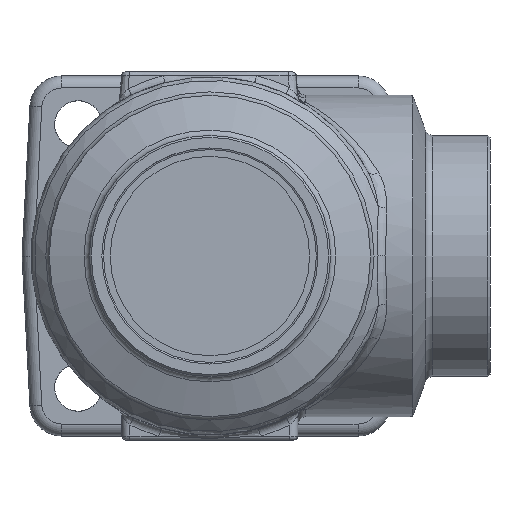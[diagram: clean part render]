
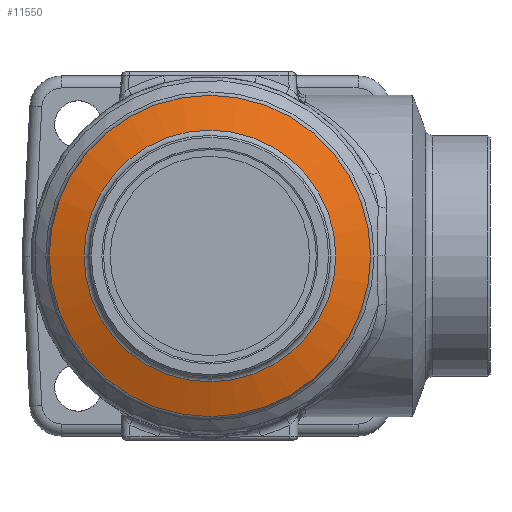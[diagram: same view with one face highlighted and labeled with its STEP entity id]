
A CAD part, front view. The second image highlights one B-rep face of the part: STEP entity #11550.
In plain terms, the highlighted conical face has half-angle 70 degrees and reference radius 38.619 mm.
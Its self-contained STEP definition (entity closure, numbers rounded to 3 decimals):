
#44=CONICAL_SURFACE('',#12197,38.619,70.);
#116=FACE_BOUND('',#3918,.T.);
#3197=FACE_OUTER_BOUND('',#3917,.T.);
#3917=EDGE_LOOP('',(#8526));
#3918=EDGE_LOOP('',(#8527));
#4517=CIRCLE('',#12196,31.466);
#4518=CIRCLE('',#12198,40.15);
#5119=VERTEX_POINT('',#17505);
#5120=VERTEX_POINT('',#17508);
#6399=EDGE_CURVE('',#5119,#5119,#4517,.T.);
#6400=EDGE_CURVE('',#5120,#5120,#4518,.T.);
#8526=ORIENTED_EDGE('',*,*,#6400,.F.);
#8527=ORIENTED_EDGE('',*,*,#6399,.F.);
#11550=ADVANCED_FACE('',(#3197,#116),#44,.T.);
#12196=AXIS2_PLACEMENT_3D('',#17506,#13188,#13189);
#12197=AXIS2_PLACEMENT_3D('',#17507,#13190,#13191);
#12198=AXIS2_PLACEMENT_3D('',#17509,#13192,#13193);
#13188=DIRECTION('center_axis',(0.,-1.,0.));
#13189=DIRECTION('ref_axis',(-1.,0.,0.));
#13190=DIRECTION('center_axis',(0.,1.,0.));
#13191=DIRECTION('ref_axis',(-1.,0.,0.));
#13192=DIRECTION('center_axis',(0.,1.,0.));
#13193=DIRECTION('ref_axis',(1.,0.,0.));
#17505=CARTESIAN_POINT('',(-81.493,-44.472,-1.204));
#17506=CARTESIAN_POINT('Origin',(-50.027,-44.472,-1.204));
#17507=CARTESIAN_POINT('Origin',(-50.027,-41.868,-1.204));
#17508=CARTESIAN_POINT('',(-90.177,-41.311,-1.204));
#17509=CARTESIAN_POINT('Origin',(-50.027,-41.311,-1.204));
